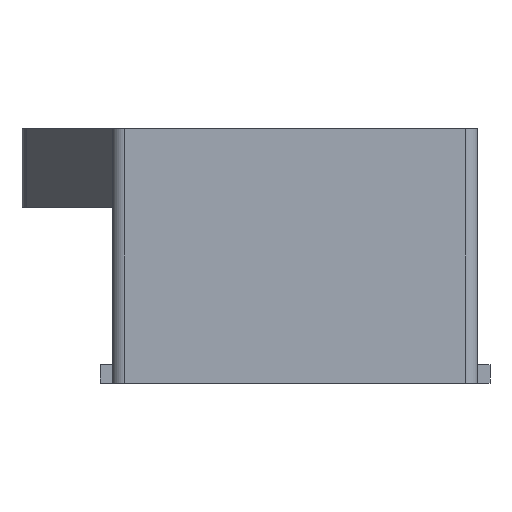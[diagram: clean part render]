
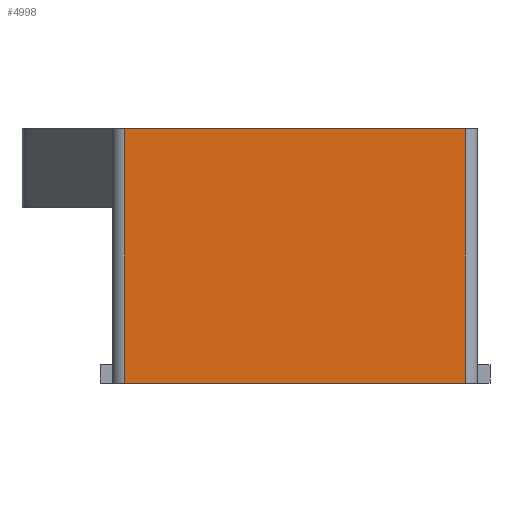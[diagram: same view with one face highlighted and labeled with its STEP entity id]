
A CAD part, front view. The second image highlights one B-rep face of the part: STEP entity #4998.
In plain terms, the highlighted planar face has unit normal (0, -1, 0).
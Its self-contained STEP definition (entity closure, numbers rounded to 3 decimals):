
#338=FACE_OUTER_BOUND('',#619,.T.);
#619=EDGE_LOOP('',(#4275,#4276,#4277,#4278));
#708=LINE('',#6728,#1359);
#1031=LINE('',#7609,#1682);
#1208=LINE('',#7955,#1859);
#1209=LINE('',#7957,#1860);
#1359=VECTOR('',#5483,10.);
#1682=VECTOR('',#6090,10.);
#1859=VECTOR('',#6387,10.);
#1860=VECTOR('',#6390,10.);
#2012=VERTEX_POINT('',#6725);
#2013=VERTEX_POINT('',#6727);
#2284=VERTEX_POINT('',#7606);
#2285=VERTEX_POINT('',#7608);
#2499=EDGE_CURVE('',#2012,#2013,#708,.T.);
#2872=EDGE_CURVE('',#2285,#2284,#1031,.T.);
#3050=EDGE_CURVE('',#2284,#2013,#1208,.T.);
#3051=EDGE_CURVE('',#2285,#2012,#1209,.T.);
#4275=ORIENTED_EDGE('',*,*,#3050,.T.);
#4276=ORIENTED_EDGE('',*,*,#2499,.F.);
#4277=ORIENTED_EDGE('',*,*,#3051,.F.);
#4278=ORIENTED_EDGE('',*,*,#2872,.T.);
#4759=PLANE('',#5318);
#4998=ADVANCED_FACE('',(#338),#4759,.T.);
#5318=AXIS2_PLACEMENT_3D('',#7956,#6388,#6389);
#5483=DIRECTION('',(1.,0.,0.));
#6090=DIRECTION('',(1.,0.,0.));
#6387=DIRECTION('',(0.,0.,1.));
#6388=DIRECTION('center_axis',(0.,-1.,0.));
#6389=DIRECTION('ref_axis',(1.,0.,0.));
#6390=DIRECTION('',(0.,0.,1.));
#6725=CARTESIAN_POINT('',(-28.,-28.9,41.8));
#6727=CARTESIAN_POINT('',(28.,-28.9,41.8));
#6728=CARTESIAN_POINT('',(-28.,-28.9,41.8));
#7606=CARTESIAN_POINT('',(28.,-28.9,0.));
#7608=CARTESIAN_POINT('',(-28.,-28.9,0.));
#7609=CARTESIAN_POINT('',(-30.,-28.9,0.));
#7955=CARTESIAN_POINT('',(28.,-28.9,33.8));
#7956=CARTESIAN_POINT('Origin',(-30.,-28.9,0.));
#7957=CARTESIAN_POINT('',(-28.,-28.9,0.));
